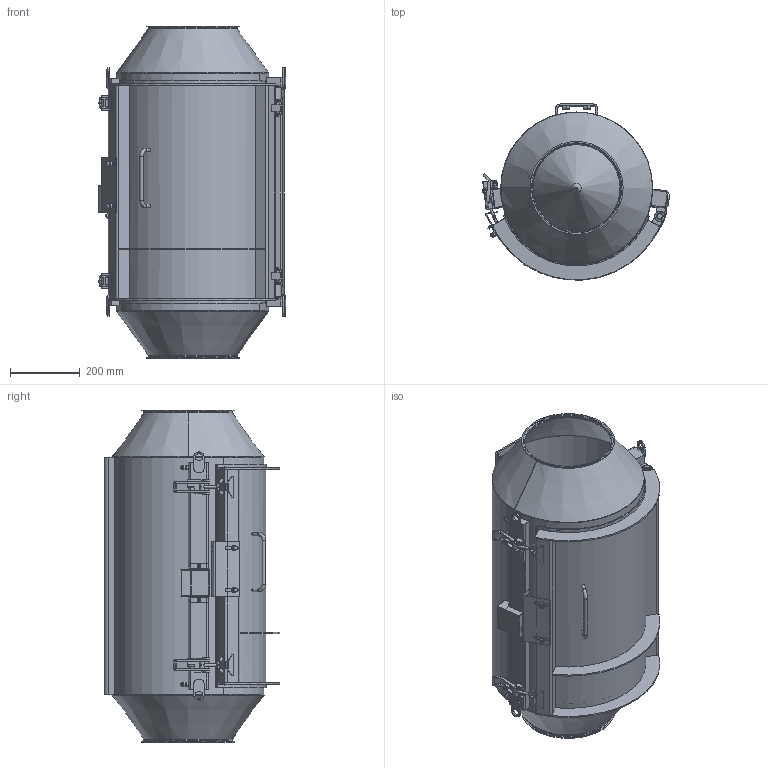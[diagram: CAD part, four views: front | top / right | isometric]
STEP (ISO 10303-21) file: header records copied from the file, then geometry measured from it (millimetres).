
FILE_DESCRIPTION(/* description */ (''),/* implementation_level */ '2;1');
FILE_NAME(/* name */ 'SPPE010063.stp',/* time_stamp */ '2018-10-17T14:41:12+02:00',/* author */ ('pw'),/* organization */ (''),/* preprocessor_version */ 'ST-DEVELOPER v16.5',/* originating_system */ 'Autodesk Inventor 2017',/* authorisation */ '');
FILE_SCHEMA (('AUTOMOTIVE_DESIGN { 1 0 10303 214 3 1 1 }'));
Length unit declared in the file: millimetre
Products named in the file (1): SPPE010063
Bounding box: 535.99 x 502.86 x 950 mm (x, y, z)
Volume: 3602691.9 mm3; surface area: 4336758.1 mm2
Topology: 19 solids, 24 shells, 1098 faces, 2786 edges, 1718 vertices
Faces by surface type: plane 635, cylinder 328, cone 96, torus 28, bspline 6, sphere 5
Full cylindrical faces by diameter (mm): 1.7 x4, 2.459 x2, 3 x4, 3.242 x2, 4 x8, 6 x6, 6.3 x2, 6.647 x4, 7 x12, 8 x6, 8.1 x2, 10 x7, 10.106 x4, 12 x4, 12.5 x4, 13 x2, 13.5 x4, 14 x3, 15.2 x4, 16 x6, 16.2 x4, 16.5 x3, 19 x2, 21 x4, 26 x1, 28 x2, 30 x4, 31 x2, 40 x1, 170 x1
Entity records: 33805 total; most frequent: CARTESIAN_POINT 7177, DIRECTION 5328, ORIENTED_EDGE 5046, EDGE_CURVE 2489, AXIS2_PLACEMENT_3D 1930, VERTEX_POINT 1643, EDGE_LOOP 1487, LINE 1468
